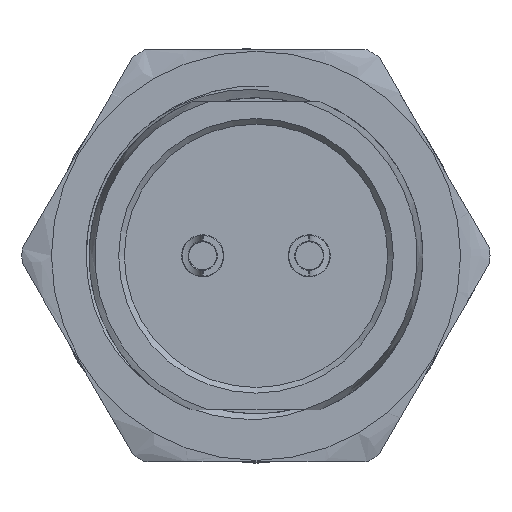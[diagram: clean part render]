
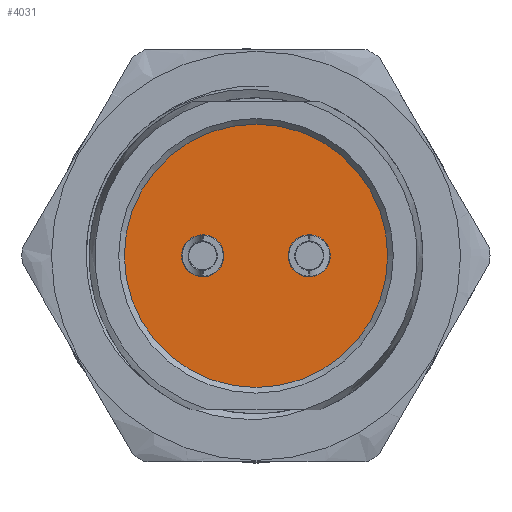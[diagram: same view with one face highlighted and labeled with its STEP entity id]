
A CAD part, front view. The second image highlights one B-rep face of the part: STEP entity #4031.
In plain terms, the highlighted planar face has unit normal (0, -1, 0).
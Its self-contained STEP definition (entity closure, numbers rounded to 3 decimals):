
#174=PLANE('',#4289);
#380=FACE_OUTER_BOUND('',#618,.T.);
#618=EDGE_LOOP('',(#3563));
#749=CIRCLE('',#4288,4.7);
#1814=VERTEX_POINT('',#17835);
#2402=EDGE_CURVE('',#1814,#1814,#749,.T.);
#3563=ORIENTED_EDGE('',*,*,#2402,.T.);
#4031=ADVANCED_FACE('',(#380),#174,.T.);
#4288=AXIS2_PLACEMENT_3D('',#17837,#4904,#4905);
#4289=AXIS2_PLACEMENT_3D('',#17838,#4906,#4907);
#4904=DIRECTION('center_axis',(0.,-1.,0.));
#4905=DIRECTION('ref_axis',(1.,0.,0.));
#4906=DIRECTION('center_axis',(0.,-1.,0.));
#4907=DIRECTION('ref_axis',(1.,0.,0.));
#17835=CARTESIAN_POINT('',(-4.7,-9.1,0.));
#17837=CARTESIAN_POINT('Origin',(0.,-9.1,0.));
#17838=CARTESIAN_POINT('Origin',(0.,-9.1,0.));
